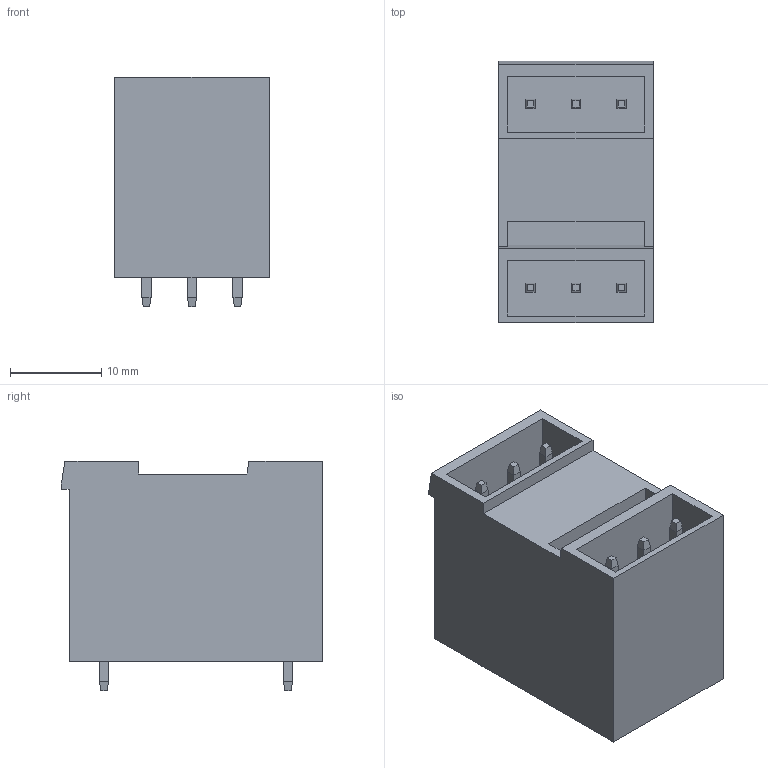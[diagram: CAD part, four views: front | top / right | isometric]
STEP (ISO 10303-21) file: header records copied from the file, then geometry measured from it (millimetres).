
FILE_DESCRIPTION(('CATIA V5 STEP Exchange','CAx-IF Rec.Pracs.--- Model Styling and Organization---1.2---2011-12-15'),'2;1');
FILE_NAME ('D1453496_0_1614820000_1614820000.stp','2018-11-03T04:34:15+00:00',('none'),('Weidmueller'),'CATIA Version 5-6 Release 2014','CATIA V5 STEP AP214','none');
FILE_SCHEMA(('AUTOMOTIVE_DESIGN { 1 0 10303 214 1 1 1 1 }'));
Length unit declared in the file: millimetre
Products named in the file (1): 1614820000
Bounding box: 17 x 28.68 x 25.2 mm (x, y, z)
Volume: 5534.1 mm3; surface area: 5870.1 mm2
Topology: 7 solids, 7 shells, 142 faces, 330 edges, 204 vertices
Faces by surface type: plane 142
Entity records: 3584 total; most frequent: CARTESIAN_POINT 664, ORIENTED_EDGE 660, DIRECTION 444, EDGE_CURVE 330, VECTOR 282, LINE 282, VERTEX_POINT 204, EDGE_LOOP 156
